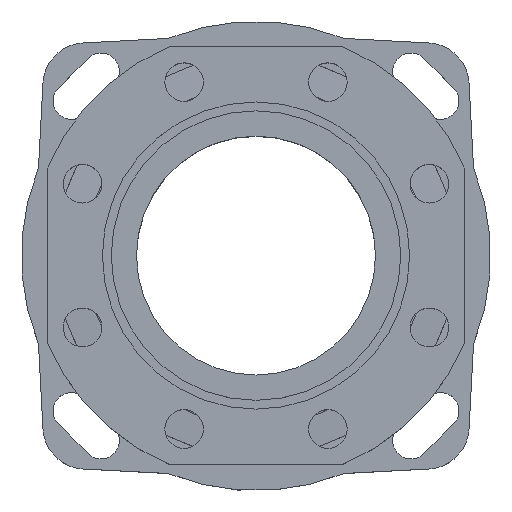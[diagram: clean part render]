
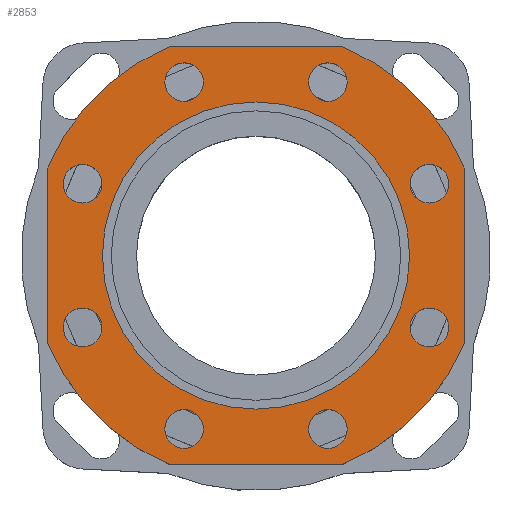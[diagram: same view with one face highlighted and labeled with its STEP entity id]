
A CAD part, top view. The second image highlights one B-rep face of the part: STEP entity #2853.
In plain terms, the highlighted planar face has unit normal (0, 0, 1).
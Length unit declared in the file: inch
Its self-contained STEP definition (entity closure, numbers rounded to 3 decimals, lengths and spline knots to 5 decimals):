
#665=DIRECTION('',(0.,-1.,0.));
#666=VECTOR('',#665,2.53528);
#667=CARTESIAN_POINT('',(-3.06035,1.26764,-0.06));
#668=LINE('',#667,#666);
#678=CARTESIAN_POINT('',(0.,0.,-0.06));
#679=DIRECTION('',(0.,0.,1.));
#680=DIRECTION('',(-0.383,0.924,0.));
#681=AXIS2_PLACEMENT_3D('',#678,#679,#680);
#691=DIRECTION('',(-1.,0.,0.));
#692=VECTOR('',#691,2.53528);
#693=CARTESIAN_POINT('',(1.26764,3.06035,-0.06));
#694=LINE('',#693,#692);
#704=CARTESIAN_POINT('',(0.,0.,-0.06));
#705=DIRECTION('',(0.,0.,1.));
#706=DIRECTION('',(0.924,0.383,0.));
#707=AXIS2_PLACEMENT_3D('',#704,#705,#706);
#717=DIRECTION('',(0.,1.,0.));
#718=VECTOR('',#717,2.53528);
#719=CARTESIAN_POINT('',(3.06035,-1.26764,-0.06));
#720=LINE('',#719,#718);
#730=CARTESIAN_POINT('',(0.,0.,-0.06));
#731=DIRECTION('',(0.,0.,1.));
#732=DIRECTION('',(0.383,-0.924,0.));
#733=AXIS2_PLACEMENT_3D('',#730,#731,#732);
#743=DIRECTION('',(1.,0.,0.));
#744=VECTOR('',#743,2.53528);
#745=CARTESIAN_POINT('',(-1.26764,-3.06035,-0.06));
#746=LINE('',#745,#744);
#756=CARTESIAN_POINT('',(0.,0.,-0.06));
#757=DIRECTION('',(0.,0.,1.));
#758=DIRECTION('',(-0.924,-0.383,0.));
#759=AXIS2_PLACEMENT_3D('',#756,#757,#758);
#771=CARTESIAN_POINT('',(0.,0.,-0.06));
#772=DIRECTION('',(0.,0.,-1.));
#773=DIRECTION('',(0.,1.,0.));
#774=AXIS2_PLACEMENT_3D('',#771,#772,#773);
#776=CARTESIAN_POINT('',(0.,0.,-0.06));
#777=DIRECTION('',(0.,0.,-1.));
#778=DIRECTION('',(0.,-1.,0.));
#779=AXIS2_PLACEMENT_3D('',#776,#777,#778);
#781=CARTESIAN_POINT('',(1.05238,2.54067,-0.06));
#782=DIRECTION('',(0.,0.,1.));
#783=DIRECTION('',(1.,0.,0.));
#784=AXIS2_PLACEMENT_3D('',#781,#782,#783);
#786=CARTESIAN_POINT('',(1.05238,2.54067,-0.06));
#787=DIRECTION('',(0.,0.,1.));
#788=DIRECTION('',(-1.,0.,0.));
#789=AXIS2_PLACEMENT_3D('',#786,#787,#788);
#791=CARTESIAN_POINT('',(2.54067,1.05238,-0.06));
#792=DIRECTION('',(0.,0.,1.));
#793=DIRECTION('',(1.,0.,0.));
#794=AXIS2_PLACEMENT_3D('',#791,#792,#793);
#796=CARTESIAN_POINT('',(2.54067,1.05238,-0.06));
#797=DIRECTION('',(0.,0.,1.));
#798=DIRECTION('',(-1.,0.,0.));
#799=AXIS2_PLACEMENT_3D('',#796,#797,#798);
#801=CARTESIAN_POINT('',(2.54067,-1.05238,-0.06));
#802=DIRECTION('',(0.,0.,1.));
#803=DIRECTION('',(1.,0.,0.));
#804=AXIS2_PLACEMENT_3D('',#801,#802,#803);
#806=CARTESIAN_POINT('',(2.54067,-1.05238,-0.06));
#807=DIRECTION('',(0.,0.,1.));
#808=DIRECTION('',(-1.,0.,0.));
#809=AXIS2_PLACEMENT_3D('',#806,#807,#808);
#811=CARTESIAN_POINT('',(1.05238,-2.54067,-0.06));
#812=DIRECTION('',(0.,0.,1.));
#813=DIRECTION('',(1.,0.,0.));
#814=AXIS2_PLACEMENT_3D('',#811,#812,#813);
#816=CARTESIAN_POINT('',(1.05238,-2.54067,-0.06));
#817=DIRECTION('',(0.,0.,1.));
#818=DIRECTION('',(-1.,0.,0.));
#819=AXIS2_PLACEMENT_3D('',#816,#817,#818);
#821=CARTESIAN_POINT('',(-1.05238,-2.54067,-0.06));
#822=DIRECTION('',(0.,0.,1.));
#823=DIRECTION('',(1.,0.,0.));
#824=AXIS2_PLACEMENT_3D('',#821,#822,#823);
#826=CARTESIAN_POINT('',(-1.05238,-2.54067,-0.06));
#827=DIRECTION('',(0.,0.,1.));
#828=DIRECTION('',(-1.,0.,0.));
#829=AXIS2_PLACEMENT_3D('',#826,#827,#828);
#831=CARTESIAN_POINT('',(-2.54067,-1.05238,-0.06));
#832=DIRECTION('',(0.,0.,1.));
#833=DIRECTION('',(1.,0.,0.));
#834=AXIS2_PLACEMENT_3D('',#831,#832,#833);
#836=CARTESIAN_POINT('',(-2.54067,-1.05238,-0.06));
#837=DIRECTION('',(0.,0.,1.));
#838=DIRECTION('',(-1.,0.,0.));
#839=AXIS2_PLACEMENT_3D('',#836,#837,#838);
#841=CARTESIAN_POINT('',(-2.54067,1.05238,-0.06));
#842=DIRECTION('',(0.,0.,1.));
#843=DIRECTION('',(1.,0.,0.));
#844=AXIS2_PLACEMENT_3D('',#841,#842,#843);
#846=CARTESIAN_POINT('',(-2.54067,1.05238,-0.06));
#847=DIRECTION('',(0.,0.,1.));
#848=DIRECTION('',(-1.,0.,0.));
#849=AXIS2_PLACEMENT_3D('',#846,#847,#848);
#851=CARTESIAN_POINT('',(-1.05238,2.54067,-0.06));
#852=DIRECTION('',(0.,0.,1.));
#853=DIRECTION('',(1.,0.,0.));
#854=AXIS2_PLACEMENT_3D('',#851,#852,#853);
#856=CARTESIAN_POINT('',(-1.05238,2.54067,-0.06));
#857=DIRECTION('',(0.,0.,1.));
#858=DIRECTION('',(-1.,0.,0.));
#859=AXIS2_PLACEMENT_3D('',#856,#857,#858);
#1437=CARTESIAN_POINT('',(-3.06035,1.26764,-0.06));
#1438=CARTESIAN_POINT('',(-3.06035,-1.26764,-0.06));
#1439=VERTEX_POINT('',#1437);
#1440=VERTEX_POINT('',#1438);
#1441=CARTESIAN_POINT('',(3.06035,-1.26764,-0.06));
#1442=CARTESIAN_POINT('',(3.06035,1.26764,-0.06));
#1443=VERTEX_POINT('',#1441);
#1444=VERTEX_POINT('',#1442);
#1445=CARTESIAN_POINT('',(-1.26764,3.06035,-0.06));
#1446=VERTEX_POINT('',#1445);
#1447=CARTESIAN_POINT('',(-1.26764,-3.06035,-0.06));
#1448=VERTEX_POINT('',#1447);
#1449=CARTESIAN_POINT('',(1.26764,-3.06035,-0.06));
#1450=VERTEX_POINT('',#1449);
#1451=CARTESIAN_POINT('',(1.26764,3.06035,-0.06));
#1452=VERTEX_POINT('',#1451);
#1565=CARTESIAN_POINT('',(0.,2.25,-0.06));
#1566=CARTESIAN_POINT('',(0.,-2.25,-0.06));
#1567=VERTEX_POINT('',#1565);
#1568=VERTEX_POINT('',#1566);
#1569=CARTESIAN_POINT('',(1.33538,2.54067,-0.06));
#1570=CARTESIAN_POINT('',(0.76938,2.54067,-0.06));
#1571=VERTEX_POINT('',#1569);
#1572=VERTEX_POINT('',#1570);
#1573=CARTESIAN_POINT('',(2.82367,1.05238,-0.06));
#1574=CARTESIAN_POINT('',(2.25767,1.05238,-0.06));
#1575=VERTEX_POINT('',#1573);
#1576=VERTEX_POINT('',#1574);
#1577=CARTESIAN_POINT('',(2.82367,-1.05238,-0.06));
#1578=CARTESIAN_POINT('',(2.25767,-1.05238,-0.06));
#1579=VERTEX_POINT('',#1577);
#1580=VERTEX_POINT('',#1578);
#1581=CARTESIAN_POINT('',(1.33538,-2.54067,-0.06));
#1582=CARTESIAN_POINT('',(0.76938,-2.54067,-0.06));
#1583=VERTEX_POINT('',#1581);
#1584=VERTEX_POINT('',#1582);
#1585=CARTESIAN_POINT('',(-0.76938,-2.54067,-0.06));
#1586=CARTESIAN_POINT('',(-1.33538,-2.54067,-0.06));
#1587=VERTEX_POINT('',#1585);
#1588=VERTEX_POINT('',#1586);
#1589=CARTESIAN_POINT('',(-2.25767,-1.05238,-0.06));
#1590=CARTESIAN_POINT('',(-2.82367,-1.05238,-0.06));
#1591=VERTEX_POINT('',#1589);
#1592=VERTEX_POINT('',#1590);
#1593=CARTESIAN_POINT('',(-2.25767,1.05238,-0.06));
#1594=CARTESIAN_POINT('',(-2.82367,1.05238,-0.06));
#1595=VERTEX_POINT('',#1593);
#1596=VERTEX_POINT('',#1594);
#1597=CARTESIAN_POINT('',(-0.76938,2.54067,-0.06));
#1598=CARTESIAN_POINT('',(-1.33538,2.54067,-0.06));
#1599=VERTEX_POINT('',#1597);
#1600=VERTEX_POINT('',#1598);
#2784=CARTESIAN_POINT('',(0.,0.,-0.06));
#2785=DIRECTION('',(0.,0.,1.));
#2786=DIRECTION('',(0.,1.,0.));
#2787=AXIS2_PLACEMENT_3D('',#2784,#2785,#2786);
#2788=PLANE('',#2787);
#2789=ORIENTED_EDGE('',*,*,#2680,.F.);
#2790=ORIENTED_EDGE('',*,*,#2695,.F.);
#2791=ORIENTED_EDGE('',*,*,#2709,.F.);
#2792=ORIENTED_EDGE('',*,*,#2723,.F.);
#2793=ORIENTED_EDGE('',*,*,#2737,.F.);
#2794=ORIENTED_EDGE('',*,*,#2751,.F.);
#2795=ORIENTED_EDGE('',*,*,#2765,.F.);
#2796=ORIENTED_EDGE('',*,*,#2778,.F.);
#2797=EDGE_LOOP('',(#2789,#2790,#2791,#2792,#2793,#2794,#2795,#2796));
#2798=FACE_OUTER_BOUND('',#2797,.F.);
#2800=ORIENTED_EDGE('',*,*,#2799,.F.);
#2802=ORIENTED_EDGE('',*,*,#2801,.F.);
#2803=EDGE_LOOP('',(#2800,#2802));
#2804=FACE_BOUND('',#2803,.F.);
#2806=ORIENTED_EDGE('',*,*,#2805,.T.);
#2808=ORIENTED_EDGE('',*,*,#2807,.T.);
#2809=EDGE_LOOP('',(#2806,#2808));
#2810=FACE_BOUND('',#2809,.F.);
#2812=ORIENTED_EDGE('',*,*,#2811,.T.);
#2814=ORIENTED_EDGE('',*,*,#2813,.T.);
#2815=EDGE_LOOP('',(#2812,#2814));
#2816=FACE_BOUND('',#2815,.F.);
#2818=ORIENTED_EDGE('',*,*,#2817,.T.);
#2820=ORIENTED_EDGE('',*,*,#2819,.T.);
#2821=EDGE_LOOP('',(#2818,#2820));
#2822=FACE_BOUND('',#2821,.F.);
#2824=ORIENTED_EDGE('',*,*,#2823,.T.);
#2826=ORIENTED_EDGE('',*,*,#2825,.T.);
#2827=EDGE_LOOP('',(#2824,#2826));
#2828=FACE_BOUND('',#2827,.F.);
#2830=ORIENTED_EDGE('',*,*,#2829,.T.);
#2832=ORIENTED_EDGE('',*,*,#2831,.T.);
#2833=EDGE_LOOP('',(#2830,#2832));
#2834=FACE_BOUND('',#2833,.F.);
#2836=ORIENTED_EDGE('',*,*,#2835,.T.);
#2838=ORIENTED_EDGE('',*,*,#2837,.T.);
#2839=EDGE_LOOP('',(#2836,#2838));
#2840=FACE_BOUND('',#2839,.F.);
#2842=ORIENTED_EDGE('',*,*,#2841,.T.);
#2844=ORIENTED_EDGE('',*,*,#2843,.T.);
#2845=EDGE_LOOP('',(#2842,#2844));
#2846=FACE_BOUND('',#2845,.F.);
#2848=ORIENTED_EDGE('',*,*,#2847,.T.);
#2850=ORIENTED_EDGE('',*,*,#2849,.T.);
#2851=EDGE_LOOP('',(#2848,#2850));
#2852=FACE_BOUND('',#2851,.F.);
#2853=ADVANCED_FACE('',(#2798,#2804,#2810,#2816,#2822,#2828,#2834,#2840,#2846,
#2852),#2788,.T.);
#682=CIRCLE('',#681,3.3125);
#708=CIRCLE('',#707,3.3125);
#734=CIRCLE('',#733,3.3125);
#760=CIRCLE('',#759,3.3125);
#775=CIRCLE('',#774,2.25);
#780=CIRCLE('',#779,2.25);
#785=CIRCLE('',#784,0.283);
#790=CIRCLE('',#789,0.283);
#795=CIRCLE('',#794,0.283);
#800=CIRCLE('',#799,0.283);
#805=CIRCLE('',#804,0.283);
#810=CIRCLE('',#809,0.283);
#815=CIRCLE('',#814,0.283);
#820=CIRCLE('',#819,0.283);
#825=CIRCLE('',#824,0.283);
#830=CIRCLE('',#829,0.283);
#835=CIRCLE('',#834,0.283);
#840=CIRCLE('',#839,0.283);
#845=CIRCLE('',#844,0.283);
#850=CIRCLE('',#849,0.283);
#855=CIRCLE('',#854,0.283);
#860=CIRCLE('',#859,0.283);
#2680=EDGE_CURVE('',#1439,#1440,#668,.T.);
#2695=EDGE_CURVE('',#1446,#1439,#682,.T.);
#2709=EDGE_CURVE('',#1452,#1446,#694,.T.);
#2723=EDGE_CURVE('',#1444,#1452,#708,.T.);
#2737=EDGE_CURVE('',#1443,#1444,#720,.T.);
#2751=EDGE_CURVE('',#1450,#1443,#734,.T.);
#2765=EDGE_CURVE('',#1448,#1450,#746,.T.);
#2778=EDGE_CURVE('',#1440,#1448,#760,.T.);
#2799=EDGE_CURVE('',#1567,#1568,#775,.T.);
#2801=EDGE_CURVE('',#1568,#1567,#780,.T.);
#2805=EDGE_CURVE('',#1571,#1572,#785,.T.);
#2807=EDGE_CURVE('',#1572,#1571,#790,.T.);
#2811=EDGE_CURVE('',#1575,#1576,#795,.T.);
#2813=EDGE_CURVE('',#1576,#1575,#800,.T.);
#2817=EDGE_CURVE('',#1579,#1580,#805,.T.);
#2819=EDGE_CURVE('',#1580,#1579,#810,.T.);
#2823=EDGE_CURVE('',#1583,#1584,#815,.T.);
#2825=EDGE_CURVE('',#1584,#1583,#820,.T.);
#2829=EDGE_CURVE('',#1587,#1588,#825,.T.);
#2831=EDGE_CURVE('',#1588,#1587,#830,.T.);
#2835=EDGE_CURVE('',#1591,#1592,#835,.T.);
#2837=EDGE_CURVE('',#1592,#1591,#840,.T.);
#2841=EDGE_CURVE('',#1595,#1596,#845,.T.);
#2843=EDGE_CURVE('',#1596,#1595,#850,.T.);
#2847=EDGE_CURVE('',#1599,#1600,#855,.T.);
#2849=EDGE_CURVE('',#1600,#1599,#860,.T.);
